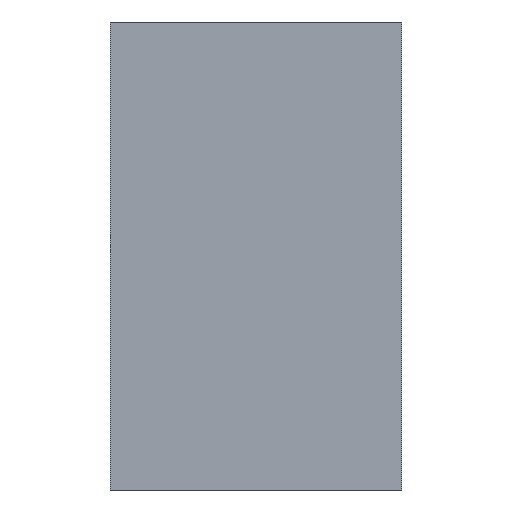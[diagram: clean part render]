
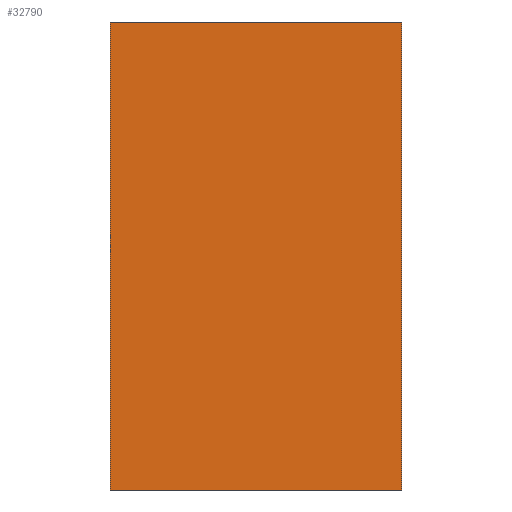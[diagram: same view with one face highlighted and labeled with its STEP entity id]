
A CAD part, front view. The second image highlights one B-rep face of the part: STEP entity #32790.
In plain terms, the highlighted planar face has unit normal (0, -1, 0).
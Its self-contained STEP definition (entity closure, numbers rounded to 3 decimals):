
#2254=PLANE('',#34904);
#6165=LINE('',#62852,#9466);
#6169=LINE('',#62860,#9470);
#6172=LINE('',#62866,#9473);
#6175=LINE('',#62871,#9476);
#9466=VECTOR('',#41807,10.);
#9470=VECTOR('',#41813,10.);
#9473=VECTOR('',#41818,10.);
#9476=VECTOR('',#41823,10.);
#11402=FACE_OUTER_BOUND('',#13279,.T.);
#13279=EDGE_LOOP('',(#31098,#31099,#31100,#31101));
#17697=VERTEX_POINT('',#62850);
#17698=VERTEX_POINT('',#62851);
#17701=VERTEX_POINT('',#62859);
#17703=VERTEX_POINT('',#62865);
#22428=EDGE_CURVE('',#17697,#17698,#6165,.T.);
#22432=EDGE_CURVE('',#17701,#17697,#6169,.T.);
#22435=EDGE_CURVE('',#17703,#17701,#6172,.T.);
#22438=EDGE_CURVE('',#17698,#17703,#6175,.T.);
#31098=ORIENTED_EDGE('',*,*,#22438,.F.);
#31099=ORIENTED_EDGE('',*,*,#22428,.F.);
#31100=ORIENTED_EDGE('',*,*,#22432,.F.);
#31101=ORIENTED_EDGE('',*,*,#22435,.F.);
#32790=ADVANCED_FACE('',(#11402),#2254,.F.);
#34904=AXIS2_PLACEMENT_3D('',#62874,#41827,#41828);
#41807=DIRECTION('',(-1.,0.,0.));
#41813=DIRECTION('',(0.,0.,-1.));
#41818=DIRECTION('',(1.,0.,0.));
#41823=DIRECTION('',(0.,0.,1.));
#41827=DIRECTION('center_axis',(0.,1.,0.));
#41828=DIRECTION('ref_axis',(1.,0.,0.));
#62850=CARTESIAN_POINT('',(165.,0.,-234.647));
#62851=CARTESIAN_POINT('',(50.,0.,-234.647));
#62852=CARTESIAN_POINT('',(165.,0.,-234.647));
#62859=CARTESIAN_POINT('',(165.,0.,-50.));
#62860=CARTESIAN_POINT('',(165.,0.,-50.));
#62865=CARTESIAN_POINT('',(50.,0.,-50.));
#62866=CARTESIAN_POINT('',(50.,0.,-50.));
#62871=CARTESIAN_POINT('',(50.,0.,-234.647));
#62874=CARTESIAN_POINT('Origin',(107.5,0.,-142.324));
